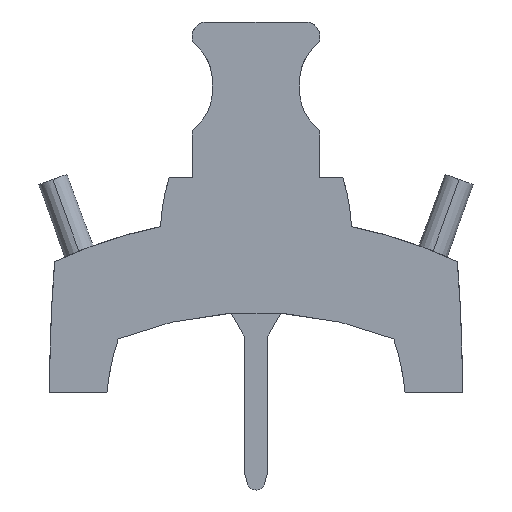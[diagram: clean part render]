
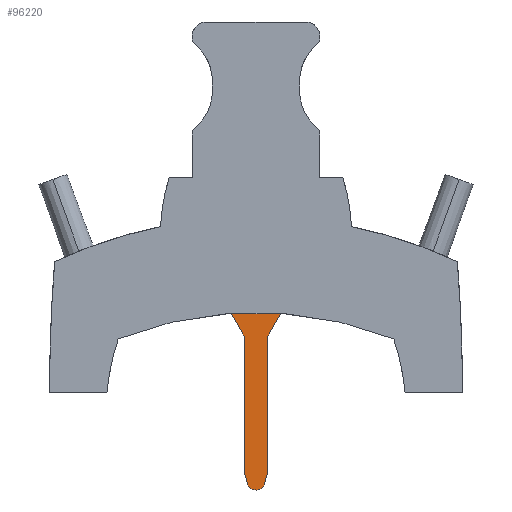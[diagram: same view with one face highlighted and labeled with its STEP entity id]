
A CAD part, left-side view. The second image highlights one B-rep face of the part: STEP entity #96220.
In plain terms, the highlighted face is planar.
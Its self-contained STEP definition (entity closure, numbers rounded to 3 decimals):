
#58810=CARTESIAN_POINT('',(-5.16,-77.027,
24.025));
#58820=VERTEX_POINT('',#58810);
#58850=CARTESIAN_POINT('',(0.,0.,
24.025));
#58860=DIRECTION('',(0.,0.,1.));
#58870=DIRECTION('',(0.,-1.,0.));
#58880=AXIS2_PLACEMENT_3D('',#58850,#58860,#58870);
#58890=CIRCLE('',#58880,77.2);
#58900=CARTESIAN_POINT('',(5.16,-77.027,
24.025));
#58910=VERTEX_POINT('',#58900);
#58920=EDGE_CURVE('',#58820,#58910,#58890,.T.);
#95450=CARTESIAN_POINT('',(-2.45,-72.334,
24.025));
#95460=VERTEX_POINT('',#95450);
#95490=CARTESIAN_POINT('',(-23.928,-109.536,
24.025));
#95500=DIRECTION('',(-0.5,-0.866,
0.));
#95510=VECTOR('',#95500,1.);
#95520=LINE('',#95490,#95510);
#95530=EDGE_CURVE('',#95460,#58820,#95520,.T.);
#95660=CARTESIAN_POINT('',(3.45,-59.254,
24.025));
#95670=DIRECTION('',(0.,0.,1.));
#95680=DIRECTION('',(1.,0.,0.));
#95690=AXIS2_PLACEMENT_3D('',#95660,#95670,#95680);
#95700=PLANE('',#95690);
#95710=ORIENTED_EDGE('',*,*,#95530,.T.);
#95720=CARTESIAN_POINT('',(-2.45,-78.,
24.025));
#95730=DIRECTION('',(0.,1.,0.));
#95740=VECTOR('',#95730,1.);
#95750=LINE('',#95720,#95740);
#95760=CARTESIAN_POINT('',(-2.45,-44.365,
24.025));
#95770=VERTEX_POINT('',#95760);
#95780=EDGE_CURVE('',#95460,#95770,#95750,.T.);
#95790=ORIENTED_EDGE('',*,*,#95780,.F.);
#95800=CARTESIAN_POINT('',(-19.912,-109.536,
24.025));
#95810=DIRECTION('',(-0.259,-0.966,
0.));
#95820=VECTOR('',#95810,1.);
#95830=LINE('',#95800,#95820);
#95840=CARTESIAN_POINT('',(-1.774,-41.842,
24.025));
#95850=VERTEX_POINT('',#95840);
#95860=EDGE_CURVE('',#95850,#95770,#95830,.T.);
#95870=ORIENTED_EDGE('',*,*,#95860,.T.);
#95880=CARTESIAN_POINT('',(0.,-42.318,
24.025));
#95890=DIRECTION('',(0.,0.,-1.));
#95900=DIRECTION('',(1.,0.,0.));
#95910=AXIS2_PLACEMENT_3D('',#95880,#95890,#95900);
#95920=CIRCLE('',#95910,1.836);
#95930=CARTESIAN_POINT('',(1.774,-41.842,
24.025));
#95940=VERTEX_POINT('',#95930);
#95950=EDGE_CURVE('',#95850,#95940,#95920,.T.);
#95960=ORIENTED_EDGE('',*,*,#95950,.F.);
#95970=CARTESIAN_POINT('',(19.912,-109.536,
24.025));
#95980=DIRECTION('',(-0.259,0.966,
0.));
#95990=VECTOR('',#95980,1.);
#96000=LINE('',#95970,#95990);
#96010=CARTESIAN_POINT('',(2.45,-44.365,
24.025));
#96020=VERTEX_POINT('',#96010);
#96030=EDGE_CURVE('',#96020,#95940,#96000,.T.);
#96040=ORIENTED_EDGE('',*,*,#96030,.T.);
#96050=CARTESIAN_POINT('',(2.45,-109.536,
24.025));
#96060=DIRECTION('',(0.,1.,0.));
#96070=VECTOR('',#96060,1.);
#96080=LINE('',#96050,#96070);
#96090=CARTESIAN_POINT('',(2.45,-72.334,
24.025));
#96100=VERTEX_POINT('',#96090);
#96110=EDGE_CURVE('',#96100,#96020,#96080,.T.);
#96120=ORIENTED_EDGE('',*,*,#96110,.T.);
#96130=CARTESIAN_POINT('',(23.928,-109.536,
24.025));
#96140=DIRECTION('',(-0.5,0.866,
0.));
#96150=VECTOR('',#96140,1.);
#96160=LINE('',#96130,#96150);
#96170=EDGE_CURVE('',#58910,#96100,#96160,.T.);
#96180=ORIENTED_EDGE('',*,*,#96170,.T.);
#96190=ORIENTED_EDGE('',*,*,#58920,.T.);
#96200=EDGE_LOOP('',(#96190,#96180,#96120,#96040,#95960,#95870,#95790,
#95710));
#96210=FACE_OUTER_BOUND('',#96200,.T.);
#96220=ADVANCED_FACE('',(#96210),#95700,.T.);
